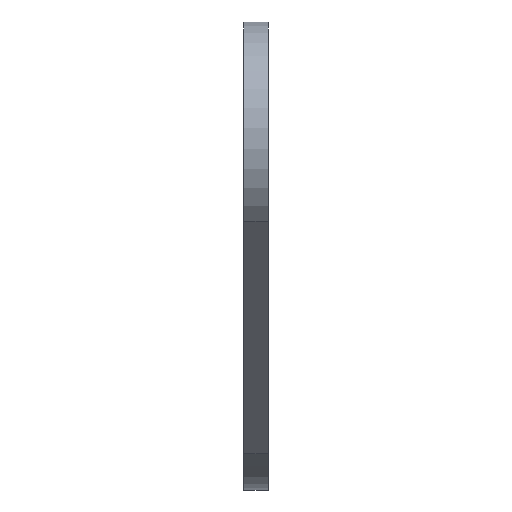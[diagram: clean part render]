
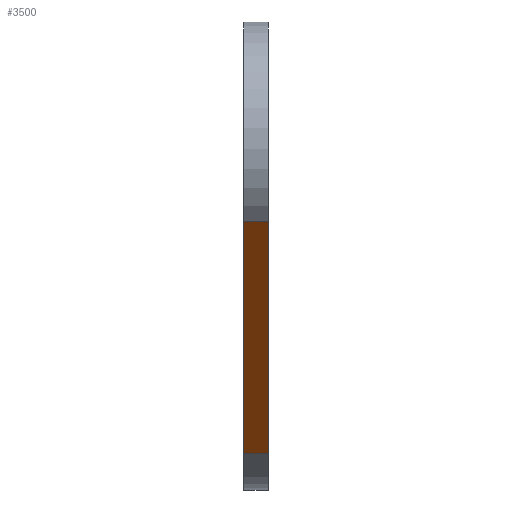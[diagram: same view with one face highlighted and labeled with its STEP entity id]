
A CAD part, left-side view. The second image highlights one B-rep face of the part: STEP entity #3500.
In plain terms, the highlighted planar face has unit normal (-0.707, 0, -0.707).
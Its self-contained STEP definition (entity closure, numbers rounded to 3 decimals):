
#116 = CARTESIAN_POINT ( 'NONE',  ( 36.408, 6., -76.713 ) ) ;
#137 = CARTESIAN_POINT ( 'NONE',  ( 36.408, 6., -76.713 ) ) ;
#370 = CARTESIAN_POINT ( 'NONE',  ( -20.153, 0., -20.153 ) ) ;
#442 = DIRECTION ( 'NONE',  ( 0., -1., 0. ) ) ;
#500 = VERTEX_POINT ( 'NONE', #813 ) ;
#513 = LINE ( 'NONE', #116, #2295 ) ;
#549 = CARTESIAN_POINT ( 'NONE',  ( -20.153, 6., -20.153 ) ) ;
#734 = VECTOR ( 'NONE', #3777, 1000. ) ;
#813 = CARTESIAN_POINT ( 'NONE',  ( -20.153, 0., -20.153 ) ) ;
#832 = VERTEX_POINT ( 'NONE', #137 ) ;
#862 = EDGE_CURVE ( 'NONE', #500, #3183, #2374, .T. ) ;
#1030 = VECTOR ( 'NONE', #4027, 1000. ) ;
#1053 = CARTESIAN_POINT ( 'NONE',  ( -20.153, 6., -20.153 ) ) ;
#1267 = ORIENTED_EDGE ( 'NONE', *, *, #3610, .F. ) ;
#1295 = FACE_OUTER_BOUND ( 'NONE', #1761, .T. ) ;
#1304 = ORIENTED_EDGE ( 'NONE', *, *, #862, .F. ) ;
#1761 = EDGE_LOOP ( 'NONE', ( #3401, #2194, #1304, #1267 ) ) ;
#1969 = DIRECTION ( 'NONE',  ( -0.707, 0., -0.707 ) ) ;
#2194 = ORIENTED_EDGE ( 'NONE', *, *, #2970, .T. ) ;
#2295 = VECTOR ( 'NONE', #442, 1000. ) ;
#2374 = LINE ( 'NONE', #370, #734 ) ;
#2387 = LINE ( 'NONE', #3498, #3379 ) ;
#2440 = CARTESIAN_POINT ( 'NONE',  ( 36.408, 0., -76.713 ) ) ;
#2707 = DIRECTION ( 'NONE',  ( -0.707, 0., 0.707 ) ) ;
#2970 = EDGE_CURVE ( 'NONE', #832, #3183, #513, .T. ) ;
#3044 = EDGE_CURVE ( 'NONE', #4008, #832, #3362, .T. ) ;
#3183 = VERTEX_POINT ( 'NONE', #2440 ) ;
#3335 = PLANE ( 'NONE',  #4034 ) ;
#3362 = LINE ( 'NONE', #3386, #1030 ) ;
#3379 = VECTOR ( 'NONE', #4180, 1000. ) ;
#3386 = CARTESIAN_POINT ( 'NONE',  ( -20.153, 6., -20.153 ) ) ;
#3401 = ORIENTED_EDGE ( 'NONE', *, *, #3044, .T. ) ;
#3498 = CARTESIAN_POINT ( 'NONE',  ( -20.153, 6., -20.153 ) ) ;
#3500 = ADVANCED_FACE ( 'NONE', ( #1295 ), #3335, .T. ) ;
#3610 = EDGE_CURVE ( 'NONE', #4008, #500, #2387, .T. ) ;
#3777 = DIRECTION ( 'NONE',  ( 0.707, 0., -0.707 ) ) ;
#4008 = VERTEX_POINT ( 'NONE', #1053 ) ;
#4027 = DIRECTION ( 'NONE',  ( 0.707, 0., -0.707 ) ) ;
#4034 = AXIS2_PLACEMENT_3D ( 'NONE', #549, #1969, #2707 ) ;
#4180 = DIRECTION ( 'NONE',  ( 0., -1., 0. ) ) ;
